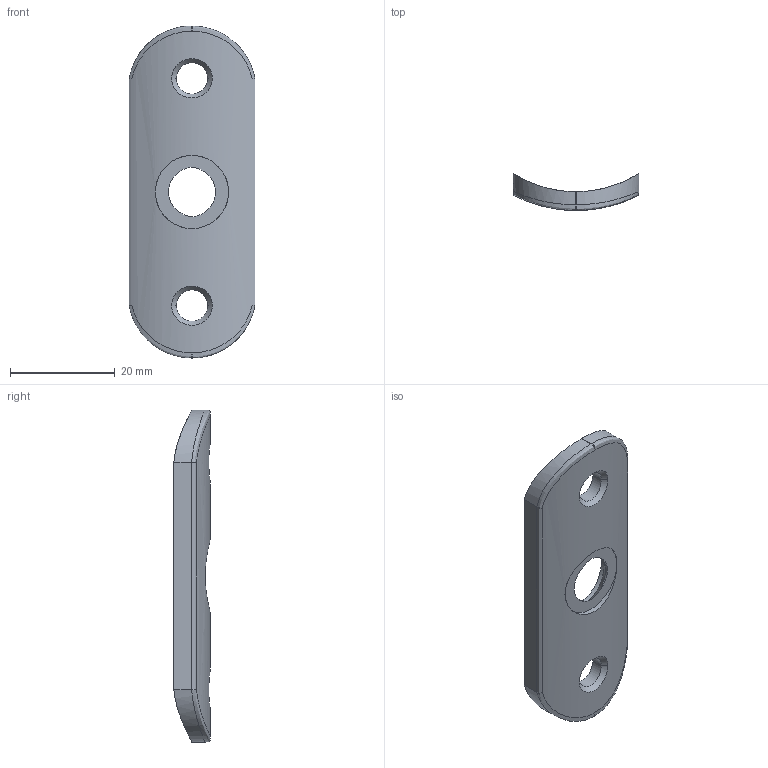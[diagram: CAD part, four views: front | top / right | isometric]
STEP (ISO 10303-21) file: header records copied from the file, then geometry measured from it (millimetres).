
FILE_DESCRIPTION (( 'STEP AP214' ), '1' );
FILE_NAME ('àðò. KRT230.STEP', '2014-05-19T10:02:04', ( '' ), ( '' ), 'SwSTEP 2.0', 'SolidWorks 2014', '' );
FILE_SCHEMA (( 'AUTOMOTIVE_DESIGN' ));
Length unit declared in the file: millimetre
Products named in the file (1): àðò. KRT230
Bounding box: 24 x 7 x 63.4 mm (x, y, z)
Volume: 4349.4 mm3; surface area: 3498.8 mm2
Topology: 1 solids, 1 shells, 47 faces, 119 edges, 76 vertices
Faces by surface type: cylinder 20, bspline 18, plane 9
Entity records: 6903 total; most frequent: CARTESIAN_POINT 5951, ORIENTED_EDGE 238, EDGE_CURVE 119, DIRECTION 105, B_SPLINE_CURVE_WITH_KNOTS 82, VERTEX_POINT 76, EDGE_LOOP 55, FACE_OUTER_BOUND 47
